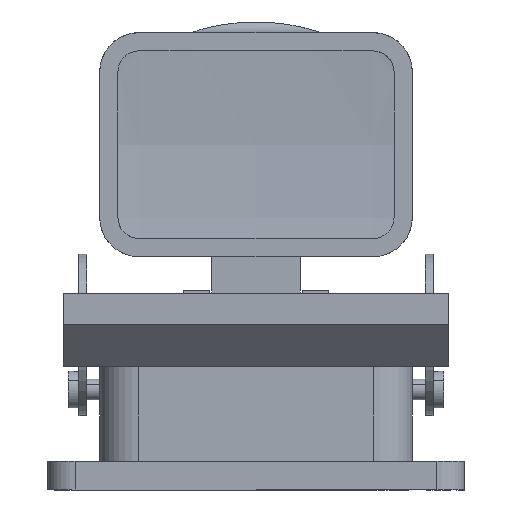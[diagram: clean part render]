
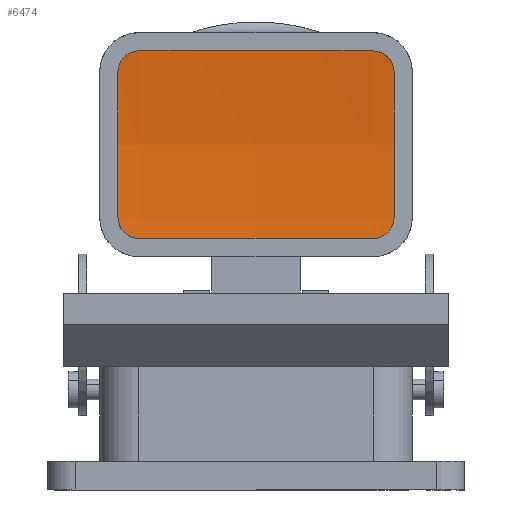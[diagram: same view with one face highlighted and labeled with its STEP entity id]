
A CAD part, left-side view. The second image highlights one B-rep face of the part: STEP entity #6474.
In plain terms, the highlighted face is a revolution surface.
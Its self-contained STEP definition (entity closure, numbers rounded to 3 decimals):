
#6221=CARTESIAN_POINT('Control Point',(84.27,28.09,84.3)) ;
#6222=CARTESIAN_POINT('Control Point',(84.43,36.029,84.3)) ;
#6223=CARTESIAN_POINT('Control Point',(84.43,43.971,84.3)) ;
#6224=CARTESIAN_POINT('Control Point',(84.27,51.91,84.3)) ;
#6225=CARTESIAN_POINT('Vertex',(84.27,28.09,84.3)) ;
#6227=CARTESIAN_POINT('Vertex',(84.27,51.91,84.3)) ;
#6231=CARTESIAN_POINT('Control Point',(83.962,17.5,84.3)) ;
#6232=CARTESIAN_POINT('Control Point',(84.096,21.029,84.3)) ;
#6233=CARTESIAN_POINT('Control Point',(84.199,24.559,84.3)) ;
#6234=CARTESIAN_POINT('Control Point',(84.27,28.09,84.3)) ;
#6235=CARTESIAN_POINT('Vertex',(83.962,17.5,84.3)) ;
#6247=CARTESIAN_POINT('Vertex',(83.962,62.5,84.3)) ;
#6251=CARTESIAN_POINT('Control Point',(84.27,51.91,84.3)) ;
#6252=CARTESIAN_POINT('Control Point',(84.199,55.441,84.3)) ;
#6253=CARTESIAN_POINT('Control Point',(84.096,58.971,84.3)) ;
#6254=CARTESIAN_POINT('Control Point',(83.962,62.5,84.3)) ;
#6276=CARTESIAN_POINT('Vertex',(84.238,66.5,80.3)) ;
#6280=CARTESIAN_POINT('Control Point',(84.238,66.5,80.3)) ;
#6281=CARTESIAN_POINT('Control Point',(84.117,66.5,81.552)) ;
#6282=CARTESIAN_POINT('Control Point',(84.005,66.012,82.805)) ;
#6283=CARTESIAN_POINT('Control Point',(83.924,65.024,83.805)) ;
#6284=CARTESIAN_POINT('Control Point',(83.914,63.76,84.3)) ;
#6285=CARTESIAN_POINT('Control Point',(83.962,62.5,84.3)) ;
#6303=CARTESIAN_POINT('Vertex',(84.238,66.5,52.3)) ;
#6307=CARTESIAN_POINT('Control Point',(84.238,66.5,52.3)) ;
#6308=CARTESIAN_POINT('Control Point',(85.135,66.5,61.605)) ;
#6309=CARTESIAN_POINT('Control Point',(85.135,66.5,70.995)) ;
#6310=CARTESIAN_POINT('Control Point',(84.238,66.5,80.3)) ;
#6328=CARTESIAN_POINT('Vertex',(83.962,62.5,48.3)) ;
#6332=CARTESIAN_POINT('Control Point',(84.238,66.5,52.3)) ;
#6333=CARTESIAN_POINT('Control Point',(84.117,66.5,51.048)) ;
#6334=CARTESIAN_POINT('Control Point',(84.005,66.012,49.795)) ;
#6335=CARTESIAN_POINT('Control Point',(83.924,65.024,48.795)) ;
#6336=CARTESIAN_POINT('Control Point',(83.914,63.76,48.3)) ;
#6337=CARTESIAN_POINT('Control Point',(83.962,62.5,48.3)) ;
#6352=CARTESIAN_POINT('Control Point',(83.962,62.5,48.3)) ;
#6353=CARTESIAN_POINT('Control Point',(84.533,47.507,48.3)) ;
#6354=CARTESIAN_POINT('Control Point',(84.533,32.493,48.3)) ;
#6355=CARTESIAN_POINT('Control Point',(83.962,17.5,48.3)) ;
#6356=CARTESIAN_POINT('Vertex',(83.962,17.5,48.3)) ;
#6377=CARTESIAN_POINT('Control Point',(84.238,13.5,52.3)) ;
#6378=CARTESIAN_POINT('Control Point',(84.117,13.5,51.048)) ;
#6379=CARTESIAN_POINT('Control Point',(84.005,13.988,49.795)) ;
#6380=CARTESIAN_POINT('Control Point',(83.924,14.976,48.795)) ;
#6381=CARTESIAN_POINT('Control Point',(83.914,16.24,48.3)) ;
#6382=CARTESIAN_POINT('Control Point',(83.962,17.5,48.3)) ;
#6383=CARTESIAN_POINT('Vertex',(84.238,13.5,52.3)) ;
#6407=CARTESIAN_POINT('Vertex',(84.238,13.5,80.3)) ;
#6411=CARTESIAN_POINT('Control Point',(84.238,13.5,80.3)) ;
#6412=CARTESIAN_POINT('Control Point',(85.135,13.5,70.995)) ;
#6413=CARTESIAN_POINT('Control Point',(85.135,13.5,61.605)) ;
#6414=CARTESIAN_POINT('Control Point',(84.238,13.5,52.3)) ;
#6429=CARTESIAN_POINT('Control Point',(83.962,17.5,84.3)) ;
#6430=CARTESIAN_POINT('Control Point',(83.914,16.24,84.3)) ;
#6431=CARTESIAN_POINT('Control Point',(83.924,14.977,83.805)) ;
#6432=CARTESIAN_POINT('Control Point',(84.005,13.988,82.805)) ;
#6433=CARTESIAN_POINT('Control Point',(84.117,13.5,81.552)) ;
#6434=CARTESIAN_POINT('Control Point',(84.238,13.5,80.3)) ;
#6454=CARTESIAN_POINT('Control Point',(84.899,66.78,66.3)) ;
#6455=CARTESIAN_POINT('Control Point',(85.7,48.939,66.3)) ;
#6456=CARTESIAN_POINT('Control Point',(85.7,31.061,66.3)) ;
#6457=CARTESIAN_POINT('Control Point',(84.899,13.22,66.3)) ;
#6458=CARTESIAN_POINT('Axis1P Location',(-61.,40.,66.3)) ;
#6459=DIRECTION('Axis1P Direction',(0.,1.,0.)) ;
#6460=AXIS1_PLACEMENT('Revolution Surface Axis1P',#6458,#6459) ;
#6463=ORIENTED_EDGE('',*,*,#6229,.T.) ;
#6464=ORIENTED_EDGE('',*,*,#6255,.T.) ;
#6465=ORIENTED_EDGE('',*,*,#6286,.F.) ;
#6466=ORIENTED_EDGE('',*,*,#6311,.F.) ;
#6467=ORIENTED_EDGE('',*,*,#6338,.T.) ;
#6468=ORIENTED_EDGE('',*,*,#6358,.T.) ;
#6469=ORIENTED_EDGE('',*,*,#6385,.F.) ;
#6470=ORIENTED_EDGE('',*,*,#6415,.F.) ;
#6471=ORIENTED_EDGE('',*,*,#6435,.F.) ;
#6472=ORIENTED_EDGE('',*,*,#6237,.T.) ;
#6474=ADVANCED_FACE('HOUSING',(#6473),#6461,.T.) ;
#6220=B_SPLINE_CURVE_WITH_KNOTS('',3,(#6221,#6222,#6223,#6224),.UNSPECIFIED.,.F.,.U.,(4,4),(2.965,36.753),.UNSPECIFIED.) ;
#6230=B_SPLINE_CURVE_WITH_KNOTS('',3,(#6231,#6232,#6233,#6234),.UNSPECIFIED.,.F.,.U.,(4,4),(0.,15.027),.UNSPECIFIED.) ;
#6250=B_SPLINE_CURVE_WITH_KNOTS('',3,(#6251,#6252,#6253,#6254),.UNSPECIFIED.,.F.,.U.,(4,4),(48.814,63.841),.UNSPECIFIED.) ;
#6279=B_SPLINE_CURVE_WITH_KNOTS('',5,(#6280,#6281,#6282,#6283,#6284,#6285),.UNSPECIFIED.,.F.,.U.,(6,6),(0.,13.409),.UNSPECIFIED.) ;
#6306=B_SPLINE_CURVE_WITH_KNOTS('',3,(#6307,#6308,#6309,#6310),.UNSPECIFIED.,.F.,.U.,(4,4),(0.,40.167),.UNSPECIFIED.) ;
#6331=B_SPLINE_CURVE_WITH_KNOTS('',5,(#6332,#6333,#6334,#6335,#6336,#6337),.UNSPECIFIED.,.F.,.U.,(6,6),(0.,13.409),.UNSPECIFIED.) ;
#6351=B_SPLINE_CURVE_WITH_KNOTS('',3,(#6352,#6353,#6354,#6355),.UNSPECIFIED.,.F.,.U.,(4,4),(0.,63.842),.UNSPECIFIED.) ;
#6376=B_SPLINE_CURVE_WITH_KNOTS('',5,(#6377,#6378,#6379,#6380,#6381,#6382),.UNSPECIFIED.,.F.,.U.,(6,6),(0.,13.409),.UNSPECIFIED.) ;
#6410=B_SPLINE_CURVE_WITH_KNOTS('',3,(#6411,#6412,#6413,#6414),.UNSPECIFIED.,.F.,.U.,(4,4),(0.,40.167),.UNSPECIFIED.) ;
#6428=B_SPLINE_CURVE_WITH_KNOTS('',5,(#6429,#6430,#6431,#6432,#6433,#6434),.UNSPECIFIED.,.F.,.U.,(6,6),(0.,13.409),.UNSPECIFIED.) ;
#6453=B_SPLINE_CURVE_WITH_KNOTS('',3,(#6454,#6455,#6456,#6457),.UNSPECIFIED.,.F.,.U.,(4,4),(915.531,969.424),.UNSPECIFIED.) ;
#6229=EDGE_CURVE('',#6226,#6228,#6220,.T.) ;
#6237=EDGE_CURVE('',#6236,#6226,#6230,.T.) ;
#6255=EDGE_CURVE('',#6228,#6248,#6250,.T.) ;
#6286=EDGE_CURVE('',#6277,#6248,#6279,.T.) ;
#6311=EDGE_CURVE('',#6304,#6277,#6306,.T.) ;
#6338=EDGE_CURVE('',#6304,#6329,#6331,.T.) ;
#6358=EDGE_CURVE('',#6329,#6357,#6351,.T.) ;
#6385=EDGE_CURVE('',#6384,#6357,#6376,.T.) ;
#6415=EDGE_CURVE('',#6408,#6384,#6410,.T.) ;
#6435=EDGE_CURVE('',#6236,#6408,#6428,.T.) ;
#6462=EDGE_LOOP('',(#6463,#6464,#6465,#6466,#6467,#6468,#6469,#6470,#6471,#6472)) ;
#6473=FACE_OUTER_BOUND('',#6462,.T.) ;
#6461=SURFACE_OF_REVOLUTION('Surface of Revolution',#6453,#6460) ;
#6226=VERTEX_POINT('',#6225) ;
#6228=VERTEX_POINT('',#6227) ;
#6236=VERTEX_POINT('',#6235) ;
#6248=VERTEX_POINT('',#6247) ;
#6277=VERTEX_POINT('',#6276) ;
#6304=VERTEX_POINT('',#6303) ;
#6329=VERTEX_POINT('',#6328) ;
#6357=VERTEX_POINT('',#6356) ;
#6384=VERTEX_POINT('',#6383) ;
#6408=VERTEX_POINT('',#6407) ;
